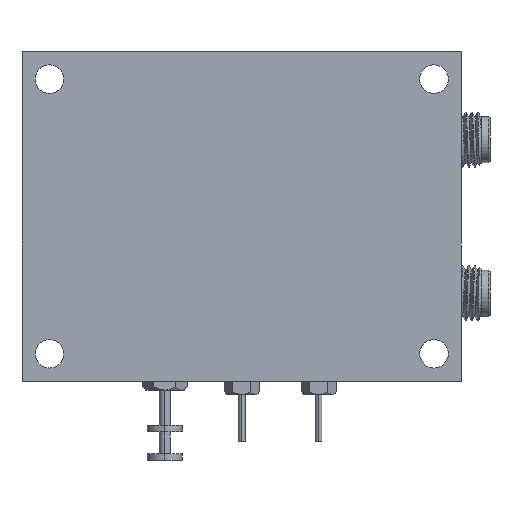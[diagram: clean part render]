
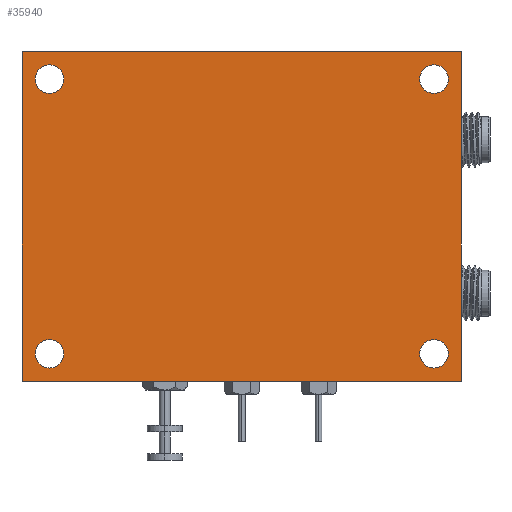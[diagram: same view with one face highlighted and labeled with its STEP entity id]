
A CAD part, front view. The second image highlights one B-rep face of the part: STEP entity #35940.
In plain terms, the highlighted planar face has unit normal (0, -1, 0).
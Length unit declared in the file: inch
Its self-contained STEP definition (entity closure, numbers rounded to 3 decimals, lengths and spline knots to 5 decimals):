
#165 = VERTEX_POINT ( 'NONE', #40626 ) ;
#546 = FACE_BOUND ( 'NONE', #23670, .T. ) ;
#1103 = ORIENTED_EDGE ( 'NONE', *, *, #86709, .F. ) ;
#1887 = PLANE ( 'NONE',  #92763 ) ;
#2175 = ORIENTED_EDGE ( 'NONE', *, *, #78640, .T. ) ;
#3997 = CARTESIAN_POINT ( 'NONE',  ( 1., 0., 0.75 ) ) ;
#5761 = CARTESIAN_POINT ( 'NONE',  ( -0.875, 0., -0.625 ) ) ;
#5973 = VERTEX_POINT ( 'NONE', #11629 ) ;
#7157 = DIRECTION ( 'NONE',  ( 0., 1., 0. ) ) ;
#8204 = DIRECTION ( 'NONE',  ( 1., 0., 0. ) ) ;
#9514 = CARTESIAN_POINT ( 'NONE',  ( 0.81, 0., -0.625 ) ) ;
#11629 = CARTESIAN_POINT ( 'NONE',  ( -1., 0., 0.75 ) ) ;
#12862 = EDGE_LOOP ( 'NONE', ( #54393, #113579 ) ) ;
#13334 = EDGE_CURVE ( 'NONE', #54063, #28368, #65660, .T. ) ;
#14704 = EDGE_CURVE ( 'NONE', #102546, #5973, #53482, .T. ) ;
#15498 = DIRECTION ( 'NONE',  ( -1., 0., 0. ) ) ;
#15901 = VERTEX_POINT ( 'NONE', #21751 ) ;
#18882 = DIRECTION ( 'NONE',  ( 0., 1., 0. ) ) ;
#20416 = CARTESIAN_POINT ( 'NONE',  ( 0.81, 0., 0.625 ) ) ;
#21380 = VERTEX_POINT ( 'NONE', #20416 ) ;
#21650 = EDGE_LOOP ( 'NONE', ( #40696, #100487 ) ) ;
#21751 = CARTESIAN_POINT ( 'NONE',  ( 1., 0., -0.75 ) ) ;
#22270 = FACE_OUTER_BOUND ( 'NONE', #108904, .T. ) ;
#23670 = EDGE_LOOP ( 'NONE', ( #2175, #31945 ) ) ;
#25090 = EDGE_CURVE ( 'NONE', #15901, #102546, #50061, .T. ) ;
#26345 = CIRCLE ( 'NONE', #106278, 0.065 ) ;
#28331 = EDGE_CURVE ( 'NONE', #28368, #54063, #26345, .T. ) ;
#28368 = VERTEX_POINT ( 'NONE', #62788 ) ;
#31598 = VERTEX_POINT ( 'NONE', #65576 ) ;
#31945 = ORIENTED_EDGE ( 'NONE', *, *, #86906, .T. ) ;
#32623 = VECTOR ( 'NONE', #8204, 39.37008 ) ;
#34883 = ORIENTED_EDGE ( 'NONE', *, *, #25090, .F. ) ;
#35344 = CARTESIAN_POINT ( 'NONE',  ( -0.875, 0., -0.625 ) ) ;
#35940 = ADVANCED_FACE ( 'NONE', ( #46850, #72928, #95920, #546, #22270 ), #1887, .T. ) ;
#36601 = CARTESIAN_POINT ( 'NONE',  ( -0.875, 0., 0.625 ) ) ;
#36998 = DIRECTION ( 'NONE',  ( 0., 1., 0. ) ) ;
#37679 = AXIS2_PLACEMENT_3D ( 'NONE', #49036, #95820, #58309 ) ;
#38092 = DIRECTION ( 'NONE',  ( 0., 1., 0. ) ) ;
#38355 = AXIS2_PLACEMENT_3D ( 'NONE', #65914, #38092, #84840 ) ;
#40626 = CARTESIAN_POINT ( 'NONE',  ( -0.81, 0., 0.625 ) ) ;
#40696 = ORIENTED_EDGE ( 'NONE', *, *, #13334, .T. ) ;
#46306 = VECTOR ( 'NONE', #115583, 39.37008 ) ;
#46514 = EDGE_CURVE ( 'NONE', #77118, #21380, #58683, .T. ) ;
#46850 = FACE_BOUND ( 'NONE', #21650, .T. ) ;
#49036 = CARTESIAN_POINT ( 'NONE',  ( 0.875, 0., -0.625 ) ) ;
#49878 = ORIENTED_EDGE ( 'NONE', *, *, #83209, .T. ) ;
#50061 = LINE ( 'NONE', #88949, #54365 ) ;
#50897 = AXIS2_PLACEMENT_3D ( 'NONE', #52138, #7157, #61392 ) ;
#51345 = CIRCLE ( 'NONE', #109736, 0.065 ) ;
#52138 = CARTESIAN_POINT ( 'NONE',  ( 0.875, 0., 0.625 ) ) ;
#52194 = CARTESIAN_POINT ( 'NONE',  ( -1., 0., 0.75 ) ) ;
#53482 = LINE ( 'NONE', #52194, #46306 ) ;
#54063 = VERTEX_POINT ( 'NONE', #57391 ) ;
#54365 = VECTOR ( 'NONE', #15498, 39.37008 ) ;
#54393 = ORIENTED_EDGE ( 'NONE', *, *, #46514, .T. ) ;
#56258 = CIRCLE ( 'NONE', #38355, 0.065 ) ;
#56554 = VECTOR ( 'NONE', #59989, 39.37008 ) ;
#57391 = CARTESIAN_POINT ( 'NONE',  ( -0.81, 0., -0.625 ) ) ;
#57592 = CARTESIAN_POINT ( 'NONE',  ( 1., 0., 0.75 ) ) ;
#58309 = DIRECTION ( 'NONE',  ( 1., 0., 0. ) ) ;
#58683 = CIRCLE ( 'NONE', #111694, 0.065 ) ;
#59989 = DIRECTION ( 'NONE',  ( 0., 0., -1. ) ) ;
#60785 = DIRECTION ( 'NONE',  ( 0., 1., 0. ) ) ;
#61392 = DIRECTION ( 'NONE',  ( 1., 0., 0. ) ) ;
#62788 = CARTESIAN_POINT ( 'NONE',  ( -0.94, 0., -0.625 ) ) ;
#64502 = DIRECTION ( 'NONE',  ( 1., 0., 0. ) ) ;
#65576 = CARTESIAN_POINT ( 'NONE',  ( 0.94, 0., -0.625 ) ) ;
#65660 = CIRCLE ( 'NONE', #73790, 0.065 ) ;
#65914 = CARTESIAN_POINT ( 'NONE',  ( -0.875, 0., 0.625 ) ) ;
#66526 = DIRECTION ( 'NONE',  ( 0., -1., 0. ) ) ;
#70224 = EDGE_LOOP ( 'NONE', ( #49878, #111270 ) ) ;
#71679 = VERTEX_POINT ( 'NONE', #3997 ) ;
#72928 = FACE_BOUND ( 'NONE', #70224, .T. ) ;
#73790 = AXIS2_PLACEMENT_3D ( 'NONE', #35344, #99894, #109169 ) ;
#77118 = VERTEX_POINT ( 'NONE', #103497 ) ;
#78640 = EDGE_CURVE ( 'NONE', #165, #84798, #56258, .T. ) ;
#79753 = DIRECTION ( 'NONE',  ( 1., 0., 0. ) ) ;
#83209 = EDGE_CURVE ( 'NONE', #31598, #92704, #51345, .T. ) ;
#84257 = DIRECTION ( 'NONE',  ( -1., 0., 0. ) ) ;
#84798 = VERTEX_POINT ( 'NONE', #102113 ) ;
#84840 = DIRECTION ( 'NONE',  ( 1., 0., 0. ) ) ;
#86709 = EDGE_CURVE ( 'NONE', #71679, #15901, #105786, .T. ) ;
#86835 = CIRCLE ( 'NONE', #101633, 0.065 ) ;
#86906 = EDGE_CURVE ( 'NONE', #84798, #165, #86835, .T. ) ;
#87182 = CARTESIAN_POINT ( 'NONE',  ( -1., 0., -0.75 ) ) ;
#88937 = LINE ( 'NONE', #118976, #32623 ) ;
#88949 = CARTESIAN_POINT ( 'NONE',  ( -1., 0., -0.75 ) ) ;
#88978 = CARTESIAN_POINT ( 'NONE',  ( 0.875, 0., 0.625 ) ) ;
#89727 = CIRCLE ( 'NONE', #37679, 0.065 ) ;
#90384 = EDGE_CURVE ( 'NONE', #21380, #77118, #119152, .T. ) ;
#92704 = VERTEX_POINT ( 'NONE', #9514 ) ;
#92763 = AXIS2_PLACEMENT_3D ( 'NONE', #103654, #66526, #84257 ) ;
#95820 = DIRECTION ( 'NONE',  ( 0., 1., 0. ) ) ;
#95920 = FACE_BOUND ( 'NONE', #12862, .T. ) ;
#98426 = ORIENTED_EDGE ( 'NONE', *, *, #14704, .F. ) ;
#99090 = DIRECTION ( 'NONE',  ( 1., 0., 0. ) ) ;
#99894 = DIRECTION ( 'NONE',  ( 0., 1., 0. ) ) ;
#100029 = CARTESIAN_POINT ( 'NONE',  ( 0.875, 0., -0.625 ) ) ;
#100487 = ORIENTED_EDGE ( 'NONE', *, *, #28331, .T. ) ;
#101159 = DIRECTION ( 'NONE',  ( 1., 0., 0. ) ) ;
#101633 = AXIS2_PLACEMENT_3D ( 'NONE', #36601, #36998, #101159 ) ;
#102113 = CARTESIAN_POINT ( 'NONE',  ( -0.94, 0., 0.625 ) ) ;
#102546 = VERTEX_POINT ( 'NONE', #87182 ) ;
#103497 = CARTESIAN_POINT ( 'NONE',  ( 0.94, 0., 0.625 ) ) ;
#103654 = CARTESIAN_POINT ( 'NONE',  ( 0., 0., 0. ) ) ;
#105786 = LINE ( 'NONE', #57592, #56554 ) ;
#106278 = AXIS2_PLACEMENT_3D ( 'NONE', #5761, #60785, #79753 ) ;
#107197 = DIRECTION ( 'NONE',  ( 0., 1., 0. ) ) ;
#107322 = EDGE_CURVE ( 'NONE', #5973, #71679, #88937, .T. ) ;
#108723 = ORIENTED_EDGE ( 'NONE', *, *, #107322, .F. ) ;
#108904 = EDGE_LOOP ( 'NONE', ( #1103, #108723, #98426, #34883 ) ) ;
#109169 = DIRECTION ( 'NONE',  ( 1., 0., 0. ) ) ;
#109736 = AXIS2_PLACEMENT_3D ( 'NONE', #100029, #18882, #64502 ) ;
#111096 = EDGE_CURVE ( 'NONE', #92704, #31598, #89727, .T. ) ;
#111270 = ORIENTED_EDGE ( 'NONE', *, *, #111096, .T. ) ;
#111694 = AXIS2_PLACEMENT_3D ( 'NONE', #88978, #107197, #99090 ) ;
#113579 = ORIENTED_EDGE ( 'NONE', *, *, #90384, .T. ) ;
#115583 = DIRECTION ( 'NONE',  ( 0., 0., 1. ) ) ;
#118976 = CARTESIAN_POINT ( 'NONE',  ( -1., 0., 0.75 ) ) ;
#119152 = CIRCLE ( 'NONE', #50897, 0.065 ) ;
